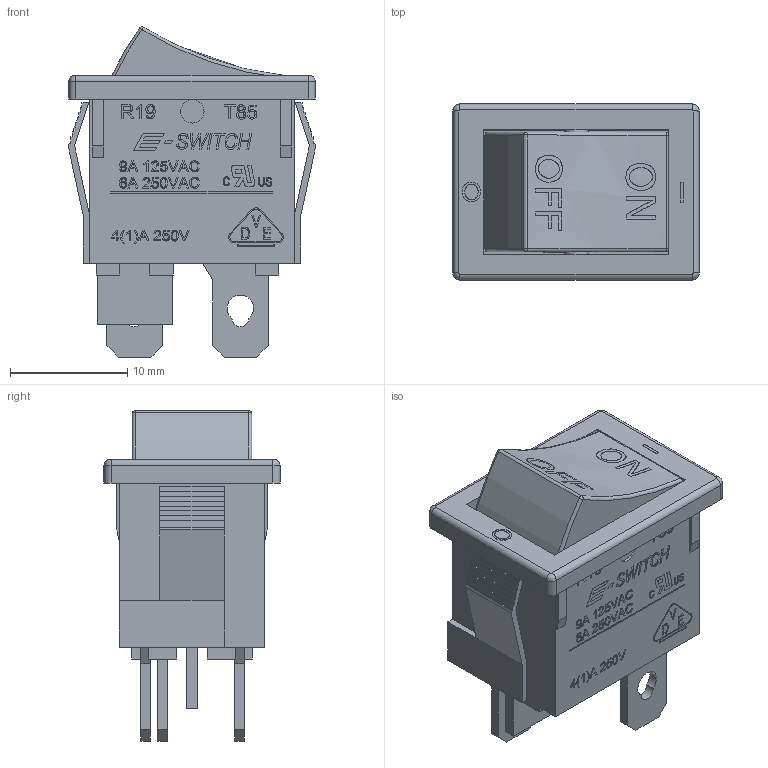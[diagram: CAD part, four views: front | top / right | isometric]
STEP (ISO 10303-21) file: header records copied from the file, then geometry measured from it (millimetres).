
FILE_DESCRIPTION(/* description */ (''),/* implementation_level */ '2;1');
FILE_NAME(/* name */ 'R1973AxxxxILIFx.stp',/* time_stamp */ '2025-05-29T17:04:46-05:00',/* author */ ('mroman'),/* organization */ (''),/* preprocessor_version */ 'ST-DEVELOPER v18.1',/* originating_system */ 'Autodesk Inventor 2022',/* authorisation */ '');
FILE_SCHEMA (('AUTOMOTIVE_DESIGN { 1 0 10303 214 3 1 1 }'));
Length unit declared in the file: centimetre
Products named in the file (1): R1973AxxxxILIFx
Bounding box: 21.1 x 15 x 28.16 mm (x, y, z)
Volume: 2064.1 mm3; surface area: 4636 mm2
Topology: 1 solids, 1 shells, 1099 faces, 3001 edges, 1987 vertices
Faces by surface type: plane 668, bspline 372, cylinder 49, torus 6, sphere 4
Full cylindrical faces by diameter (mm): 2 x4
Entity records: 39121 total; most frequent: CARTESIAN_POINT 13697, ORIENTED_EDGE 6002, DIRECTION 3815, EDGE_CURVE 3001, LINE 2115, VECTOR 2115, VERTEX_POINT 1987, EDGE_LOOP 1210
